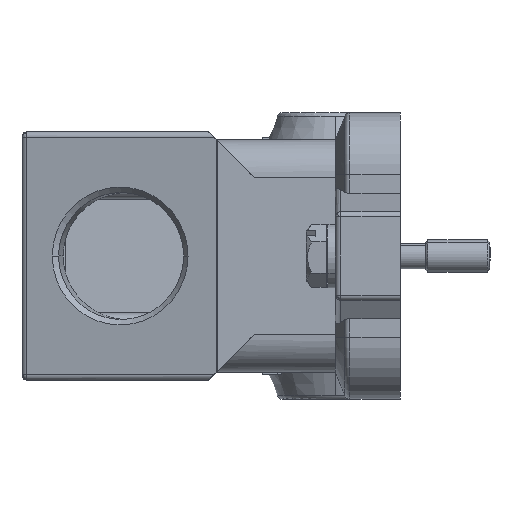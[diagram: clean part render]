
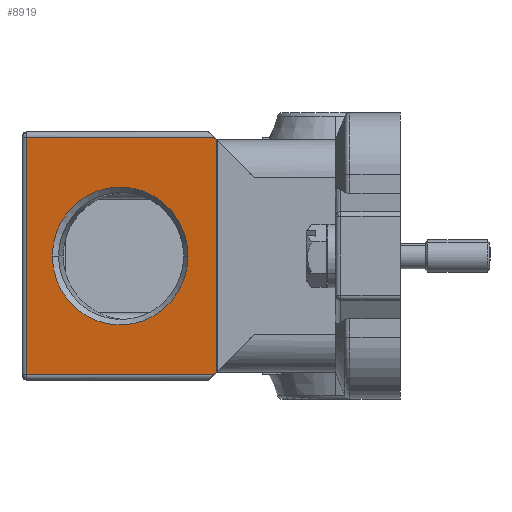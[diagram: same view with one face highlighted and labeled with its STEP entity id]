
A CAD part, left-side view. The second image highlights one B-rep face of the part: STEP entity #8919.
In plain terms, the highlighted planar face has unit normal (-0.985, 0.174, 0).
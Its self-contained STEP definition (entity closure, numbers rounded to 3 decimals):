
#1526=DIRECTION('',(0.124,0.702,-0.702));
#1527=VECTOR('',#1526,0.59);
#1528=CARTESIAN_POINT('',(-36.485,34.086,
-21.586));
#1529=LINE('',#1528,#1527);
#1611=DIRECTION('',(-0.124,-0.702,-0.702));
#1612=VECTOR('',#1611,0.59);
#1613=CARTESIAN_POINT('',(-36.412,34.5,22.));
#1614=LINE('',#1613,#1612);
#2127=DIRECTION('',(0.,0.,-1.));
#2128=VECTOR('',#2127,43.172);
#2129=CARTESIAN_POINT('',(-36.485,34.086,21.586));
#2130=LINE('',#2129,#2128);
#2136=CARTESIAN_POINT('',(-33.355,51.837,0.));
#2137=DIRECTION('',(0.985,-0.174,0.));
#2138=DIRECTION('',(-0.174,-0.985,0.));
#2139=AXIS2_PLACEMENT_3D('',#2136,#2137,#2138);
#2141=CARTESIAN_POINT('',(-33.355,51.837,0.));
#2142=DIRECTION('',(0.985,-0.174,0.));
#2143=DIRECTION('',(0.174,0.985,0.));
#2144=AXIS2_PLACEMENT_3D('',#2141,#2142,#2143);
#2146=DIRECTION('',(0.174,0.985,0.));
#2147=VECTOR('',#2146,35.209);
#2148=CARTESIAN_POINT('',(-36.412,34.5,
-22.));
#2149=LINE('',#2148,#2147);
#2171=DIRECTION('',(0.,0.,1.));
#2172=VECTOR('',#2171,44.);
#2173=CARTESIAN_POINT('',(-30.298,69.174,-22.));
#2174=LINE('',#2173,#2172);
#2309=DIRECTION('',(-0.174,-0.985,0.));
#2310=VECTOR('',#2309,35.209);
#2311=CARTESIAN_POINT('',(-30.298,69.174,22.));
#2312=LINE('',#2311,#2310);
#4992=CARTESIAN_POINT('',(-35.569,39.281,0.));
#4993=VERTEX_POINT('',#4992);
#4994=CARTESIAN_POINT('',(-31.141,64.393,0.));
#4995=VERTEX_POINT('',#4994);
#5009=CARTESIAN_POINT('',(-30.298,69.174,22.));
#5011=VERTEX_POINT('',#5009);
#5017=CARTESIAN_POINT('',(-30.298,69.174,-22.));
#5019=VERTEX_POINT('',#5017);
#5144=CARTESIAN_POINT('',(-36.412,34.5,22.));
#5145=CARTESIAN_POINT('',(-36.485,34.086,21.586));
#5146=VERTEX_POINT('',#5144);
#5147=VERTEX_POINT('',#5145);
#5166=CARTESIAN_POINT('',(-36.485,34.086,
-21.586));
#5167=CARTESIAN_POINT('',(-36.412,34.5,
-22.));
#5168=VERTEX_POINT('',#5166);
#5169=VERTEX_POINT('',#5167);
#8897=CARTESIAN_POINT('',(-30.152,70.,-23.));
#8898=DIRECTION('',(-0.985,0.174,0.));
#8899=DIRECTION('',(-0.174,-0.985,0.));
#8900=AXIS2_PLACEMENT_3D('',#8897,#8898,#8899);
#8901=PLANE('',#8900);
#8902=ORIENTED_EDGE('',*,*,#8025,.T.);
#8904=ORIENTED_EDGE('',*,*,#8903,.T.);
#8906=ORIENTED_EDGE('',*,*,#8905,.T.);
#8908=ORIENTED_EDGE('',*,*,#8907,.T.);
#8909=ORIENTED_EDGE('',*,*,#8127,.T.);
#8910=ORIENTED_EDGE('',*,*,#8891,.T.);
#8911=EDGE_LOOP('',(#8902,#8904,#8906,#8908,#8909,#8910));
#8912=FACE_OUTER_BOUND('',#8911,.F.);
#8914=ORIENTED_EDGE('',*,*,#8913,.F.);
#8916=ORIENTED_EDGE('',*,*,#8915,.F.);
#8917=EDGE_LOOP('',(#8914,#8916));
#8918=FACE_BOUND('',#8917,.F.);
#8919=ADVANCED_FACE('',(#8912,#8918),#8901,.T.);
#2140=CIRCLE('',#2139,12.75);
#2145=CIRCLE('',#2144,12.75);
#8025=EDGE_CURVE('',#5168,#5169,#1529,.T.);
#8127=EDGE_CURVE('',#5146,#5147,#1614,.T.);
#8891=EDGE_CURVE('',#5147,#5168,#2130,.T.);
#8903=EDGE_CURVE('',#5169,#5019,#2149,.T.);
#8905=EDGE_CURVE('',#5019,#5011,#2174,.T.);
#8907=EDGE_CURVE('',#5011,#5146,#2312,.T.);
#8913=EDGE_CURVE('',#4993,#4995,#2140,.T.);
#8915=EDGE_CURVE('',#4995,#4993,#2145,.T.);
